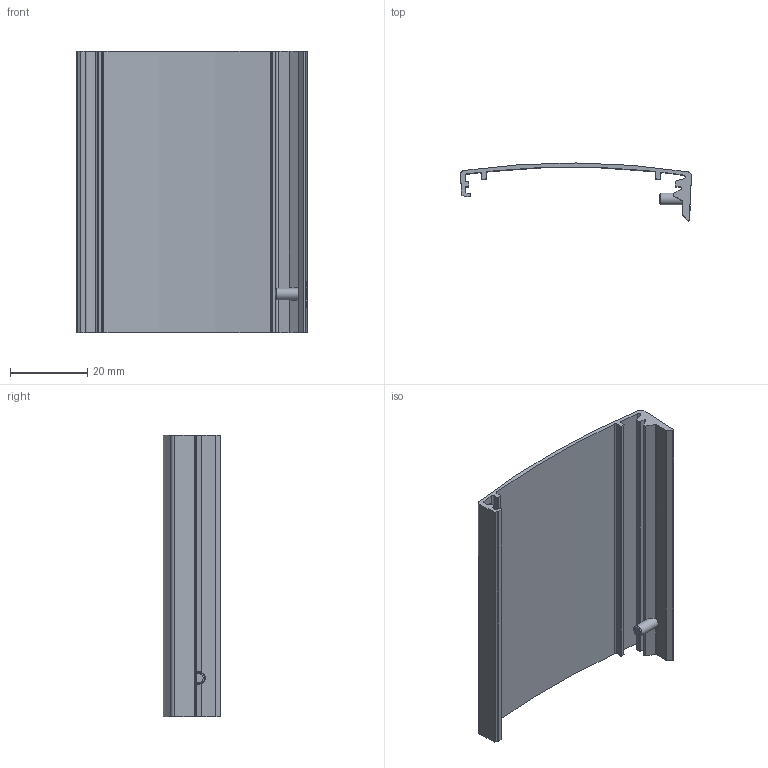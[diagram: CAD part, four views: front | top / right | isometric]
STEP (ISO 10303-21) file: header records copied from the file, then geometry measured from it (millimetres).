
FILE_DESCRIPTION(/* description */ ('STEP AP214'),/* implementation_level */ '2;1');
FILE_NAME(/* name */ '1162410_DADS-AB-G6-16-50',/* time_stamp */ '2024-08-13T14:24:56+02:00',/* author */ ('License CC BY-ND 4.0'),/* organization */ ('CADENAS'),/* preprocessor_version */ 'ST-DEVELOPER v19.3',/* originating_system */ 'PARTsolutions',/* authorisation */ ' ');
FILE_SCHEMA (('AUTOMOTIVE_DESIGN {1 0 10303 214 3 1 1}'));
Length unit declared in the file: millimetre
Products named in the file (3): 1162410 DADS-AB-G6-16-50; 1154562 DADS-AB-G6-16-50---(P); Senkschraube DIN 7991 M3x8
Assembly tree (2 placements, depth 2):
  1162410 DADS-AB-G6-16-50
    1154562 DADS-AB-G6-16-50---(P)
    Senkschraube DIN 7991 M3x8
Bounding box: 59.89 x 14.94 x 73 mm (x, y, z)
Volume: 7520.3 mm3; surface area: 12778.8 mm2
Topology: 2 solids, 2 shells, 82 faces, 228 edges, 149 vertices
Faces by surface type: plane 41, cylinder 35, cone 5, torus 1
Full cylindrical faces by diameter (mm): 3 x1, 3.4 x1, 6 x1
Entity records: 2642 total; most frequent: CARTESIAN_POINT 480, DIRECTION 452, ORIENTED_EDGE 426, EDGE_CURVE 213, AXIS2_PLACEMENT_3D 164, VERTEX_POINT 144, LINE 124, VECTOR 124
